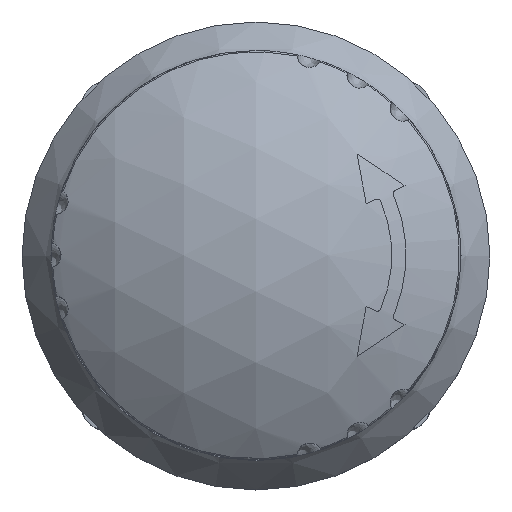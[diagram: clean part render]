
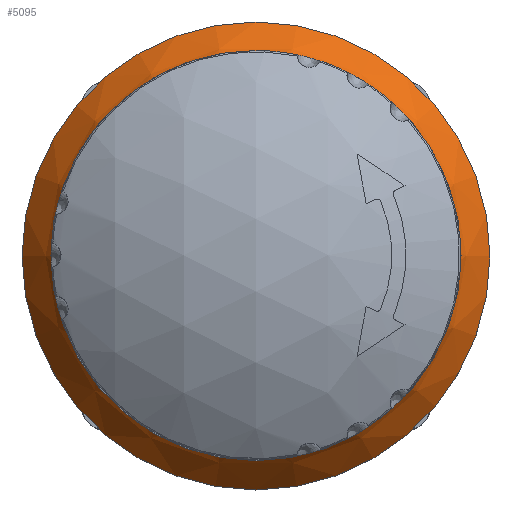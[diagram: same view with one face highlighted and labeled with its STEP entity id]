
A CAD part, top view. The second image highlights one B-rep face of the part: STEP entity #5095.
In plain terms, the highlighted conical face has half-angle 35 degrees and reference radius 16.181 mm.
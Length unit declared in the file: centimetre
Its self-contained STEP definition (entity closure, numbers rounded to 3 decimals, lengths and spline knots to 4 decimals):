
#31=CONICAL_SURFACE('',#5500,1.6181,35.);
#1161=FACE_BOUND('',#1611,.T.);
#1303=FACE_OUTER_BOUND('',#1610,.T.);
#1610=EDGE_LOOP('',(#3989));
#1611=EDGE_LOOP('',(#3990));
#1899=CIRCLE('',#5464,1.8);
#1903=CIRCLE('',#5472,1.4362);
#2290=VERTEX_POINT('',#8544);
#2296=VERTEX_POINT('',#8569);
#2890=EDGE_CURVE('',#2290,#2290,#1899,.T.);
#2897=EDGE_CURVE('',#2296,#2296,#1903,.T.);
#3989=ORIENTED_EDGE('',*,*,#2890,.T.);
#3990=ORIENTED_EDGE('',*,*,#2897,.F.);
#5095=ADVANCED_FACE('',(#1303,#1161),#31,.T.);
#5464=AXIS2_PLACEMENT_3D('',#8545,#6360,#6361);
#5472=AXIS2_PLACEMENT_3D('',#8570,#6377,#6378);
#5500=AXIS2_PLACEMENT_3D('',#8706,#6466,#6467);
#6360=DIRECTION('center_axis',(0.,0.,
1.));
#6361=DIRECTION('ref_axis',(-1.,0.,0.));
#6377=DIRECTION('center_axis',(0.,0.,
1.));
#6378=DIRECTION('ref_axis',(-1.,0.,0.));
#6466=DIRECTION('center_axis',(0.,0.,
-1.));
#6467=DIRECTION('ref_axis',(-1.,0.,0.));
#8544=CARTESIAN_POINT('',(-1.8,0.,3.495));
#8545=CARTESIAN_POINT('Origin',(0.,0.,
3.495));
#8569=CARTESIAN_POINT('',(0.661,1.275,4.0146));
#8570=CARTESIAN_POINT('Origin',(0.,0.,
4.0146));
#8706=CARTESIAN_POINT('Origin',(0.,0.,
3.7548));
